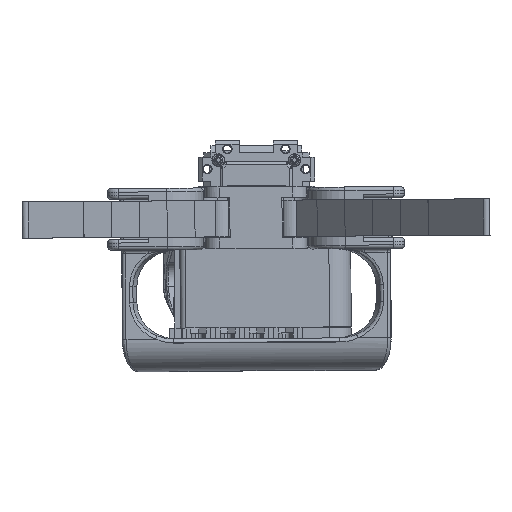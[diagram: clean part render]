
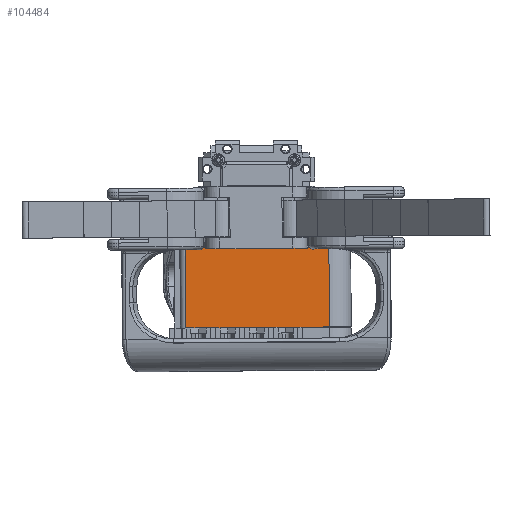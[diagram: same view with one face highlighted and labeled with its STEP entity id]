
A CAD part, front view. The second image highlights one B-rep face of the part: STEP entity #104484.
In plain terms, the highlighted face is planar.
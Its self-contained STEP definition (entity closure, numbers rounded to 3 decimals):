
#104313=AXIS2_PLACEMENT_3D('Plane Axis2P3D',#104310,#104311,#104312) ;
#100545=CARTESIAN_POINT('Vertex',(13.,-2.,-10.975)) ;
#100548=CARTESIAN_POINT('Line Origine',(13.,-2.,-10.987)) ;
#100552=CARTESIAN_POINT('Vertex',(13.,-2.,-11.)) ;
#101188=CARTESIAN_POINT('Vertex',(13.,-34.,-11.)) ;
#101191=CARTESIAN_POINT('Line Origine',(13.,-34.,16.11)) ;
#101195=CARTESIAN_POINT('Vertex',(13.,-34.,11.)) ;
#103989=CARTESIAN_POINT('Vertex',(13.,5.5,-10.975)) ;
#103992=CARTESIAN_POINT('Line Origine',(13.,1.75,-10.975)) ;
#104310=CARTESIAN_POINT('Axis2P3D Location',(13.,-35.5,-19.)) ;
#104315=CARTESIAN_POINT('Line Origine',(13.,-6.5,11.)) ;
#104319=CARTESIAN_POINT('Vertex',(13.,-5.52,11.)) ;
#104321=CARTESIAN_POINT('Vertex',(13.,-7.48,11.)) ;
#104324=CARTESIAN_POINT('Line Origine',(13.,-10.5,11.)) ;
#104328=CARTESIAN_POINT('Vertex',(13.,-13.52,11.)) ;
#104331=CARTESIAN_POINT('Line Origine',(13.,-14.5,11.)) ;
#104335=CARTESIAN_POINT('Vertex',(13.,-15.48,11.)) ;
#104338=CARTESIAN_POINT('Line Origine',(13.,-18.5,11.)) ;
#104342=CARTESIAN_POINT('Vertex',(13.,-21.52,11.)) ;
#104345=CARTESIAN_POINT('Line Origine',(13.,-22.5,11.)) ;
#104349=CARTESIAN_POINT('Vertex',(13.,-23.48,11.)) ;
#104352=CARTESIAN_POINT('Line Origine',(13.,-26.5,11.)) ;
#104356=CARTESIAN_POINT('Vertex',(13.,-29.52,11.)) ;
#104359=CARTESIAN_POINT('Line Origine',(13.,-30.5,11.)) ;
#104363=CARTESIAN_POINT('Vertex',(13.,-31.48,11.)) ;
#104366=CARTESIAN_POINT('Line Origine',(13.,-32.74,11.)) ;
#104371=CARTESIAN_POINT('Line Origine',(13.,-33.3,-11.)) ;
#104375=CARTESIAN_POINT('Vertex',(13.,-32.6,-11.)) ;
#104378=CARTESIAN_POINT('Line Origine',(13.,-30.5,-11.)) ;
#104382=CARTESIAN_POINT('Vertex',(13.,-28.4,-11.)) ;
#104385=CARTESIAN_POINT('Line Origine',(13.,-26.5,-11.)) ;
#104389=CARTESIAN_POINT('Vertex',(13.,-24.6,-11.)) ;
#104392=CARTESIAN_POINT('Line Origine',(13.,-22.5,-11.)) ;
#104396=CARTESIAN_POINT('Vertex',(13.,-20.4,-11.)) ;
#104399=CARTESIAN_POINT('Line Origine',(13.,-18.5,-11.)) ;
#104403=CARTESIAN_POINT('Vertex',(13.,-16.6,-11.)) ;
#104406=CARTESIAN_POINT('Line Origine',(13.,-14.5,-11.)) ;
#104410=CARTESIAN_POINT('Vertex',(13.,-12.4,-11.)) ;
#104413=CARTESIAN_POINT('Line Origine',(13.,-10.5,-11.)) ;
#104417=CARTESIAN_POINT('Vertex',(13.,-8.6,-11.)) ;
#104420=CARTESIAN_POINT('Line Origine',(13.,-6.5,-11.)) ;
#104424=CARTESIAN_POINT('Vertex',(13.,-4.4,-11.)) ;
#104427=CARTESIAN_POINT('Line Origine',(13.,-3.2,-11.)) ;
#104432=CARTESIAN_POINT('Line Origine',(13.,5.5,0.)) ;
#104436=CARTESIAN_POINT('Vertex',(13.,5.5,10.975)) ;
#104439=CARTESIAN_POINT('Line Origine',(13.,1.75,10.975)) ;
#104443=CARTESIAN_POINT('Vertex',(13.,-2.,10.975)) ;
#104446=CARTESIAN_POINT('Line Origine',(13.,-2.,10.987)) ;
#104450=CARTESIAN_POINT('Vertex',(13.,-2.,11.)) ;
#104453=CARTESIAN_POINT('Line Origine',(13.,-3.76,11.)) ;
#100549=DIRECTION('Vector Direction',(0.,0.,-1.)) ;
#101192=DIRECTION('Vector Direction',(0.,0.,-1.)) ;
#103993=DIRECTION('Vector Direction',(0.,1.,0.)) ;
#104311=DIRECTION('Axis2P3D Direction',(1.,-0.,0.)) ;
#104312=DIRECTION('Axis2P3D XDirection',(0.,0.,-1.)) ;
#104316=DIRECTION('Vector Direction',(0.,-1.,0.)) ;
#104325=DIRECTION('Vector Direction',(0.,-1.,0.)) ;
#104332=DIRECTION('Vector Direction',(0.,-1.,0.)) ;
#104339=DIRECTION('Vector Direction',(0.,-1.,0.)) ;
#104346=DIRECTION('Vector Direction',(0.,-1.,0.)) ;
#104353=DIRECTION('Vector Direction',(0.,-1.,0.)) ;
#104360=DIRECTION('Vector Direction',(0.,-1.,0.)) ;
#104367=DIRECTION('Vector Direction',(0.,-1.,0.)) ;
#104372=DIRECTION('Vector Direction',(0.,-1.,0.)) ;
#104379=DIRECTION('Vector Direction',(0.,1.,0.)) ;
#104386=DIRECTION('Vector Direction',(0.,1.,0.)) ;
#104393=DIRECTION('Vector Direction',(0.,1.,0.)) ;
#104400=DIRECTION('Vector Direction',(0.,1.,0.)) ;
#104407=DIRECTION('Vector Direction',(0.,1.,0.)) ;
#104414=DIRECTION('Vector Direction',(0.,1.,0.)) ;
#104421=DIRECTION('Vector Direction',(0.,1.,0.)) ;
#104428=DIRECTION('Vector Direction',(0.,1.,0.)) ;
#104433=DIRECTION('Vector Direction',(0.,0.,1.)) ;
#104440=DIRECTION('Vector Direction',(0.,-1.,0.)) ;
#104447=DIRECTION('Vector Direction',(0.,0.,-1.)) ;
#104454=DIRECTION('Vector Direction',(0.,-1.,0.)) ;
#100550=VECTOR('Line Direction',#100549,1.) ;
#101193=VECTOR('Line Direction',#101192,1.) ;
#103994=VECTOR('Line Direction',#103993,1.) ;
#104317=VECTOR('Line Direction',#104316,1.) ;
#104326=VECTOR('Line Direction',#104325,1.) ;
#104333=VECTOR('Line Direction',#104332,1.) ;
#104340=VECTOR('Line Direction',#104339,1.) ;
#104347=VECTOR('Line Direction',#104346,1.) ;
#104354=VECTOR('Line Direction',#104353,1.) ;
#104361=VECTOR('Line Direction',#104360,1.) ;
#104368=VECTOR('Line Direction',#104367,1.) ;
#104373=VECTOR('Line Direction',#104372,1.) ;
#104380=VECTOR('Line Direction',#104379,1.) ;
#104387=VECTOR('Line Direction',#104386,1.) ;
#104394=VECTOR('Line Direction',#104393,1.) ;
#104401=VECTOR('Line Direction',#104400,1.) ;
#104408=VECTOR('Line Direction',#104407,1.) ;
#104415=VECTOR('Line Direction',#104414,1.) ;
#104422=VECTOR('Line Direction',#104421,1.) ;
#104429=VECTOR('Line Direction',#104428,1.) ;
#104434=VECTOR('Line Direction',#104433,1.) ;
#104441=VECTOR('Line Direction',#104440,1.) ;
#104448=VECTOR('Line Direction',#104447,1.) ;
#104455=VECTOR('Line Direction',#104454,1.) ;
#104459=ORIENTED_EDGE('',*,*,#104323,.T.) ;
#104460=ORIENTED_EDGE('',*,*,#104330,.T.) ;
#104461=ORIENTED_EDGE('',*,*,#104337,.T.) ;
#104462=ORIENTED_EDGE('',*,*,#104344,.T.) ;
#104463=ORIENTED_EDGE('',*,*,#104351,.T.) ;
#104464=ORIENTED_EDGE('',*,*,#104358,.T.) ;
#104465=ORIENTED_EDGE('',*,*,#104365,.T.) ;
#104466=ORIENTED_EDGE('',*,*,#104370,.T.) ;
#104467=ORIENTED_EDGE('',*,*,#101197,.T.) ;
#104468=ORIENTED_EDGE('',*,*,#104377,.F.) ;
#104469=ORIENTED_EDGE('',*,*,#104384,.T.) ;
#104470=ORIENTED_EDGE('',*,*,#104391,.T.) ;
#104471=ORIENTED_EDGE('',*,*,#104398,.T.) ;
#104472=ORIENTED_EDGE('',*,*,#104405,.T.) ;
#104473=ORIENTED_EDGE('',*,*,#104412,.T.) ;
#104474=ORIENTED_EDGE('',*,*,#104419,.T.) ;
#104475=ORIENTED_EDGE('',*,*,#104426,.T.) ;
#104476=ORIENTED_EDGE('',*,*,#104431,.T.) ;
#104477=ORIENTED_EDGE('',*,*,#100554,.F.) ;
#104478=ORIENTED_EDGE('',*,*,#103996,.T.) ;
#104479=ORIENTED_EDGE('',*,*,#104438,.T.) ;
#104480=ORIENTED_EDGE('',*,*,#104445,.T.) ;
#104481=ORIENTED_EDGE('',*,*,#104452,.F.) ;
#104482=ORIENTED_EDGE('',*,*,#104457,.T.) ;
#104484=ADVANCED_FACE('ASSY_DUMMY___-1-solid1',(#104483),#104314,.T.) ;
#100554=EDGE_CURVE('',#100546,#100553,#100551,.T.) ;
#101197=EDGE_CURVE('',#101196,#101189,#101194,.T.) ;
#103996=EDGE_CURVE('',#100546,#103990,#103995,.T.) ;
#104323=EDGE_CURVE('',#104320,#104322,#104318,.T.) ;
#104330=EDGE_CURVE('',#104322,#104329,#104327,.T.) ;
#104337=EDGE_CURVE('',#104329,#104336,#104334,.T.) ;
#104344=EDGE_CURVE('',#104336,#104343,#104341,.T.) ;
#104351=EDGE_CURVE('',#104343,#104350,#104348,.T.) ;
#104358=EDGE_CURVE('',#104350,#104357,#104355,.T.) ;
#104365=EDGE_CURVE('',#104357,#104364,#104362,.T.) ;
#104370=EDGE_CURVE('',#104364,#101196,#104369,.T.) ;
#104377=EDGE_CURVE('',#104376,#101189,#104374,.T.) ;
#104384=EDGE_CURVE('',#104376,#104383,#104381,.T.) ;
#104391=EDGE_CURVE('',#104383,#104390,#104388,.T.) ;
#104398=EDGE_CURVE('',#104390,#104397,#104395,.T.) ;
#104405=EDGE_CURVE('',#104397,#104404,#104402,.T.) ;
#104412=EDGE_CURVE('',#104404,#104411,#104409,.T.) ;
#104419=EDGE_CURVE('',#104411,#104418,#104416,.T.) ;
#104426=EDGE_CURVE('',#104418,#104425,#104423,.T.) ;
#104431=EDGE_CURVE('',#104425,#100553,#104430,.T.) ;
#104438=EDGE_CURVE('',#103990,#104437,#104435,.T.) ;
#104445=EDGE_CURVE('',#104437,#104444,#104442,.T.) ;
#104452=EDGE_CURVE('',#104451,#104444,#104449,.T.) ;
#104457=EDGE_CURVE('',#104451,#104320,#104456,.T.) ;
#104458=EDGE_LOOP('',(#104459,#104460,#104461,#104462,#104463,#104464,#104465,#104466,#104467,#104468,#104469,#104470,#104471,#104472,#104473,#104474,#104475,#104476,#104477,#104478,#104479,#104480,#104481,#104482)) ;
#104483=FACE_OUTER_BOUND('',#104458,.T.) ;
#100551=LINE('Line',#100548,#100550) ;
#101194=LINE('Line',#101191,#101193) ;
#103995=LINE('Line',#103992,#103994) ;
#104318=LINE('Line',#104315,#104317) ;
#104327=LINE('Line',#104324,#104326) ;
#104334=LINE('Line',#104331,#104333) ;
#104341=LINE('Line',#104338,#104340) ;
#104348=LINE('Line',#104345,#104347) ;
#104355=LINE('Line',#104352,#104354) ;
#104362=LINE('Line',#104359,#104361) ;
#104369=LINE('Line',#104366,#104368) ;
#104374=LINE('Line',#104371,#104373) ;
#104381=LINE('Line',#104378,#104380) ;
#104388=LINE('Line',#104385,#104387) ;
#104395=LINE('Line',#104392,#104394) ;
#104402=LINE('Line',#104399,#104401) ;
#104409=LINE('Line',#104406,#104408) ;
#104416=LINE('Line',#104413,#104415) ;
#104423=LINE('Line',#104420,#104422) ;
#104430=LINE('Line',#104427,#104429) ;
#104435=LINE('Line',#104432,#104434) ;
#104442=LINE('Line',#104439,#104441) ;
#104449=LINE('Line',#104446,#104448) ;
#104456=LINE('Line',#104453,#104455) ;
#104314=PLANE('',#104313) ;
#100546=VERTEX_POINT('',#100545) ;
#100553=VERTEX_POINT('',#100552) ;
#101189=VERTEX_POINT('',#101188) ;
#101196=VERTEX_POINT('',#101195) ;
#103990=VERTEX_POINT('',#103989) ;
#104320=VERTEX_POINT('',#104319) ;
#104322=VERTEX_POINT('',#104321) ;
#104329=VERTEX_POINT('',#104328) ;
#104336=VERTEX_POINT('',#104335) ;
#104343=VERTEX_POINT('',#104342) ;
#104350=VERTEX_POINT('',#104349) ;
#104357=VERTEX_POINT('',#104356) ;
#104364=VERTEX_POINT('',#104363) ;
#104376=VERTEX_POINT('',#104375) ;
#104383=VERTEX_POINT('',#104382) ;
#104390=VERTEX_POINT('',#104389) ;
#104397=VERTEX_POINT('',#104396) ;
#104404=VERTEX_POINT('',#104403) ;
#104411=VERTEX_POINT('',#104410) ;
#104418=VERTEX_POINT('',#104417) ;
#104425=VERTEX_POINT('',#104424) ;
#104437=VERTEX_POINT('',#104436) ;
#104444=VERTEX_POINT('',#104443) ;
#104451=VERTEX_POINT('',#104450) ;
